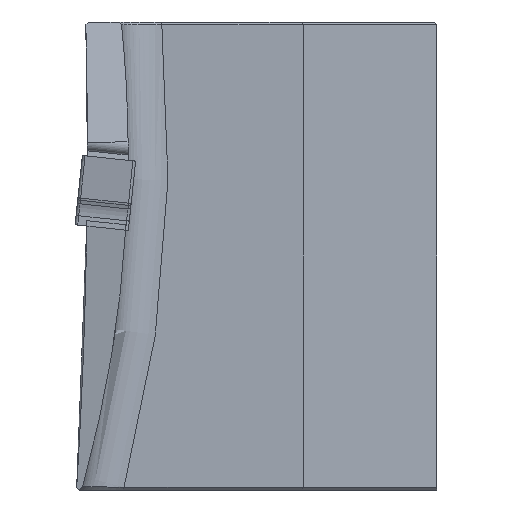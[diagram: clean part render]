
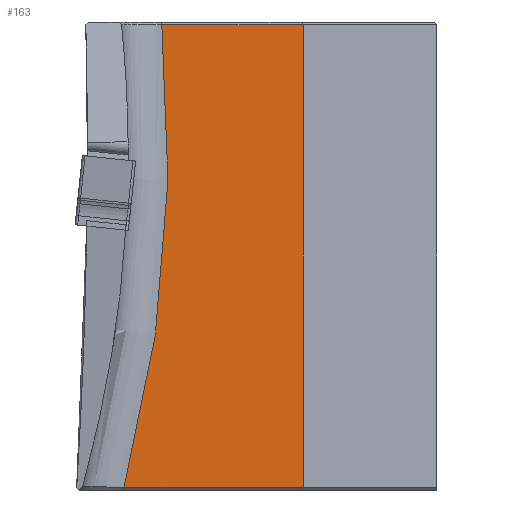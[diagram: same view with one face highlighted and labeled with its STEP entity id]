
A CAD part, left-side view. The second image highlights one B-rep face of the part: STEP entity #163.
In plain terms, the highlighted planar face has unit normal (-1, 0, 0).
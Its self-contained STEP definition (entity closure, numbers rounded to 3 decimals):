
#163=ADVANCED_FACE('',(#281),#212,.F.);
#212=PLANE('',#1445);
#281=FACE_OUTER_BOUND('',#355,.T.);
#355=EDGE_LOOP('',(#693,#694,#695,#696));
#414=CIRCLE('',#1444,96.);
#693=ORIENTED_EDGE('',*,*,#1068,.T.);
#694=ORIENTED_EDGE('',*,*,#1069,.T.);
#695=ORIENTED_EDGE('',*,*,#1070,.T.);
#696=ORIENTED_EDGE('',*,*,#1071,.T.);
#901=VERTEX_POINT('',#2234);
#902=VERTEX_POINT('',#2235);
#903=VERTEX_POINT('',#2237);
#904=VERTEX_POINT('',#2239);
#1068=EDGE_CURVE('',#901,#902,#414,.T.);
#1069=EDGE_CURVE('',#902,#903,#1197,.T.);
#1070=EDGE_CURVE('',#903,#904,#1198,.T.);
#1071=EDGE_CURVE('',#904,#901,#1199,.T.);
#1197=LINE('',#2236,#1318);
#1198=LINE('',#2238,#1319);
#1199=LINE('',#2240,#1320);
#1318=VECTOR('',#1777,1.);
#1319=VECTOR('',#1778,1.);
#1320=VECTOR('',#1779,1.);
#1444=AXIS2_PLACEMENT_3D('',#2233,#1775,#1776);
#1445=AXIS2_PLACEMENT_3D('',#2241,#1780,#1781);
#1775=DIRECTION('',(1.,0.,0.));
#1776=DIRECTION('',(0.,0.,-1.));
#1777=DIRECTION('',(0.,-1.,0.));
#1778=DIRECTION('',(0.,0.,1.));
#1779=DIRECTION('',(0.,1.,0.));
#1780=DIRECTION('',(1.,0.,0.));
#1781=DIRECTION('',(0.,0.,-1.));
#2233=CARTESIAN_POINT('',(28.,91.091,0.2));
#2234=CARTESIAN_POINT('',(28.,-4.428,9.8));
#2235=CARTESIAN_POINT('',(28.,-1.597,-24.8));
#2236=CARTESIAN_POINT('',(28.,91.091,-24.8));
#2237=CARTESIAN_POINT('',(28.,-15.,-24.8));
#2238=CARTESIAN_POINT('',(28.,-15.,10.));
#2239=CARTESIAN_POINT('',(28.,-15.,9.8));
#2240=CARTESIAN_POINT('',(28.,91.091,9.8));
#2241=CARTESIAN_POINT('',(28.,91.091,0.2));
